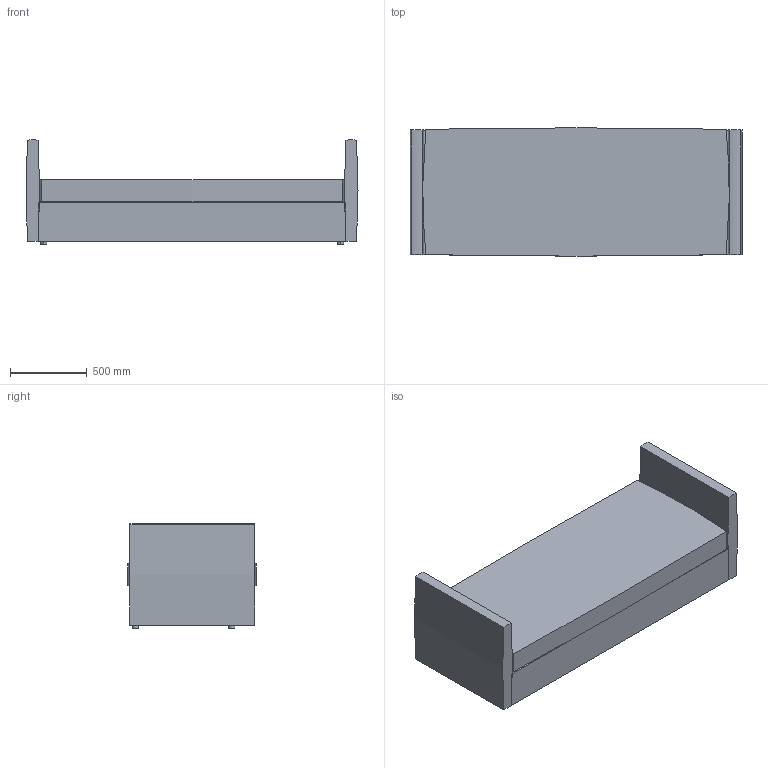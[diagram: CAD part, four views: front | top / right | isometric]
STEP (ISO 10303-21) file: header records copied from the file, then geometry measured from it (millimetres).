
FILE_DESCRIPTION(/* description */ (''),/* implementation_level */ '2;1');
FILE_NAME(/* name */ '3IB94R~X',/* time_stamp */ '2016-07-22T15:36:31+02:00',/* author */ (''),/* organization */ (''),/* preprocessor_version */ 'ST-DEVELOPER v15',/* originating_system */ '',/* authorisation */ '');
FILE_SCHEMA (('AUTOMOTIVE_DESIGN'));
Length unit declared in the file: millimetre
Products named in the file (1): Document
Bounding box: 2168.93 x 838.54 x 682.71 mm (x, y, z)
Volume: 734330454.8 mm3; surface area: 11412163.7 mm2
Topology: 8 solids, 8 shells, 40 faces, 74 edges, 50 vertices
Faces by surface type: bspline 20, plane 20
Entity records: 964 total; most frequent: CARTESIAN_POINT 453, ORIENTED_EDGE 144, EDGE_CURVE 72, VERTEX_POINT 48, ADVANCED_FACE 40, FACE_OUTER_BOUND 40, EDGE_LOOP 40, DIRECTION 26
